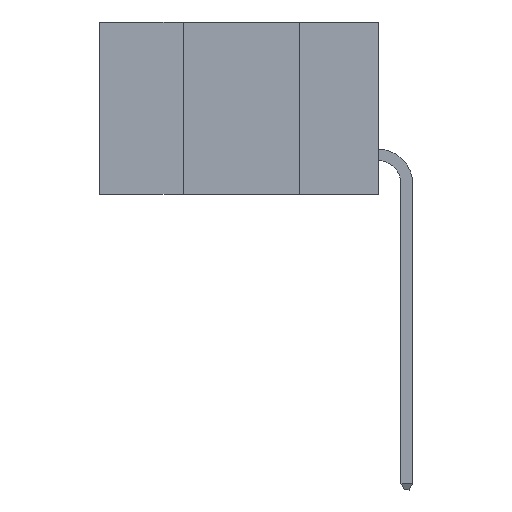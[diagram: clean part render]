
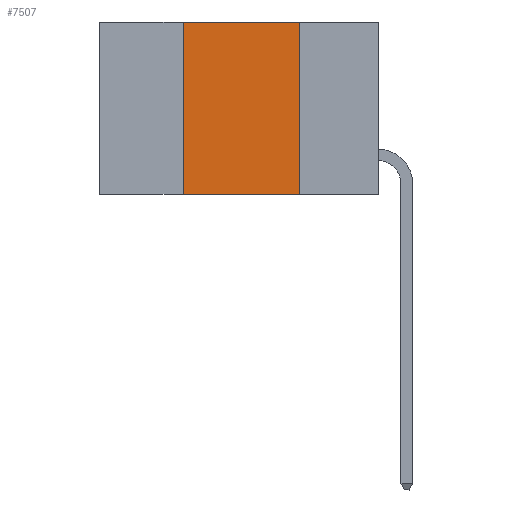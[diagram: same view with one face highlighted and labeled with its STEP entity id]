
A CAD part, left-side view. The second image highlights one B-rep face of the part: STEP entity #7507.
In plain terms, the highlighted planar face has unit normal (-1, 0, 0).
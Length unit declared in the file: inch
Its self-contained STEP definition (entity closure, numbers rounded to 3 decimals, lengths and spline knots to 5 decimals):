
#29 = LINE ( 'NONE', #1498, #8408 ) ;
#661 = ORIENTED_EDGE ( 'NONE', *, *, #10849, .F. ) ;
#1383 = EDGE_CURVE ( 'NONE', #11486, #11369, #29, .T. ) ;
#1498 = CARTESIAN_POINT ( 'NONE',  ( 0., 0.6, 0. ) ) ;
#2276 = VECTOR ( 'NONE', #4753, 39.37008 ) ;
#3183 = DIRECTION ( 'NONE',  ( 0., -1., 0. ) ) ;
#3715 = ORIENTED_EDGE ( 'NONE', *, *, #5915, .F. ) ;
#4121 = CARTESIAN_POINT ( 'NONE',  ( 0., 0.17, -0.37 ) ) ;
#4441 = DIRECTION ( 'NONE',  ( 0., 0., -1. ) ) ;
#4726 = DIRECTION ( 'NONE',  ( 1., 0., 0. ) ) ;
#4753 = DIRECTION ( 'NONE',  ( 0., -1., 0. ) ) ;
#5330 = FACE_OUTER_BOUND ( 'NONE', #6562, .T. ) ;
#5797 = LINE ( 'NONE', #12140, #18489 ) ;
#5915 = EDGE_CURVE ( 'NONE', #11369, #17852, #5797, .T. ) ;
#6460 = CARTESIAN_POINT ( 'NONE',  ( 0., 0.17, 0. ) ) ;
#6562 = EDGE_LOOP ( 'NONE', ( #3715, #17315, #661, #12953 ) ) ;
#6621 = DIRECTION ( 'NONE',  ( 0., 0., 1. ) ) ;
#7507 = ADVANCED_FACE ( 'NONE', ( #5330 ), #16918, .F. ) ;
#7762 = CARTESIAN_POINT ( 'NONE',  ( 0., 0.6, 0. ) ) ;
#8408 = VECTOR ( 'NONE', #3183, 39.37008 ) ;
#10849 = EDGE_CURVE ( 'NONE', #15604, #11486, #15510, .T. ) ;
#11369 = VERTEX_POINT ( 'NONE', #6460 ) ;
#11486 = VERTEX_POINT ( 'NONE', #14425 ) ;
#12140 = CARTESIAN_POINT ( 'NONE',  ( 0., 0.17, 0. ) ) ;
#12840 = CARTESIAN_POINT ( 'NONE',  ( 0., 0.42, 0. ) ) ;
#12953 = ORIENTED_EDGE ( 'NONE', *, *, #13959, .T. ) ;
#13268 = LINE ( 'NONE', #18389, #2276 ) ;
#13959 = EDGE_CURVE ( 'NONE', #15604, #17852, #13268, .T. ) ;
#14425 = CARTESIAN_POINT ( 'NONE',  ( 0., 0.42, 0. ) ) ;
#15299 = DIRECTION ( 'NONE',  ( 0., 0., -1. ) ) ;
#15510 = LINE ( 'NONE', #12840, #18353 ) ;
#15604 = VERTEX_POINT ( 'NONE', #18654 ) ;
#16918 = PLANE ( 'NONE',  #19294 ) ;
#17315 = ORIENTED_EDGE ( 'NONE', *, *, #1383, .F. ) ;
#17852 = VERTEX_POINT ( 'NONE', #4121 ) ;
#18353 = VECTOR ( 'NONE', #6621, 39.37008 ) ;
#18389 = CARTESIAN_POINT ( 'NONE',  ( 0., 0.6, -0.37 ) ) ;
#18489 = VECTOR ( 'NONE', #4441, 39.37008 ) ;
#18654 = CARTESIAN_POINT ( 'NONE',  ( 0., 0.42, -0.37 ) ) ;
#19294 = AXIS2_PLACEMENT_3D ( 'NONE', #7762, #4726, #15299 ) ;
